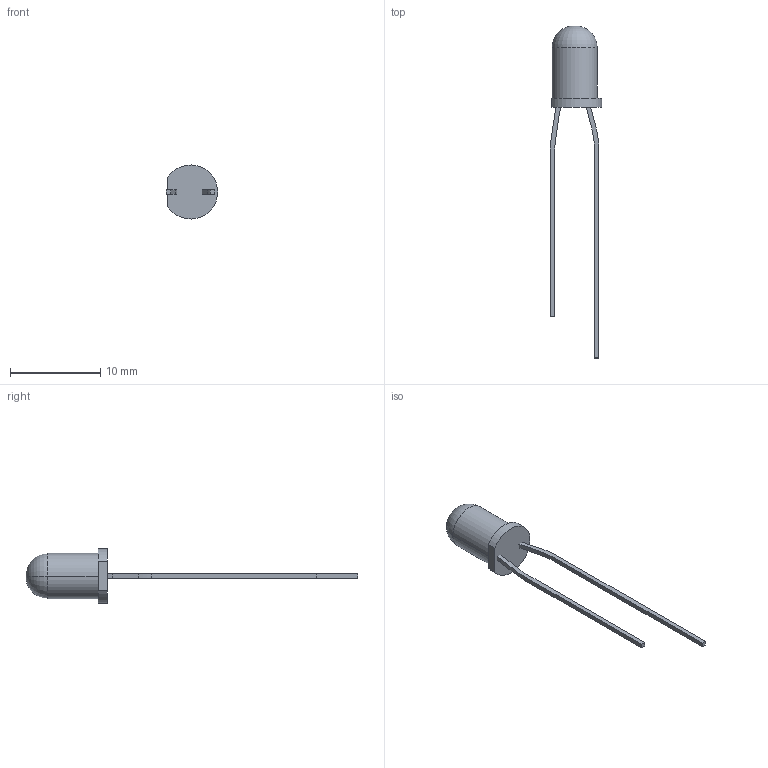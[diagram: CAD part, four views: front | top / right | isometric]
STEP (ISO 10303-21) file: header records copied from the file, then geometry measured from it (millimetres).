
FILE_DESCRIPTION (( 'STEP AP214' ), '1' );
FILE_NAME ('User Library-led 5mm green.STEP', '2022-04-06T09:55:35', ( '' ), ( '' ), 'SwSTEP 2.0', 'SolidWorks 2021', '' );
FILE_SCHEMA (( 'AUTOMOTIVE_DESIGN' ));
Length unit declared in the file: millimetre
Products named in the file (1): User Library-led 5mm green
Bounding box: 5.7 x 36.83 x 6 mm (x, y, z)
Volume: 185.3 mm3; surface area: 306.1 mm2
Topology: 3 solids, 3 shells, 37 faces, 88 edges, 58 vertices
Faces by surface type: plane 28, cylinder 7, torus 2
Entity records: 1523 total; most frequent: CARTESIAN_POINT 184, DIRECTION 182, ORIENTED_EDGE 176, EDGE_CURVE 88, LINE 70, VECTOR 70, VERTEX_POINT 58, AXIS2_PLACEMENT_3D 56
